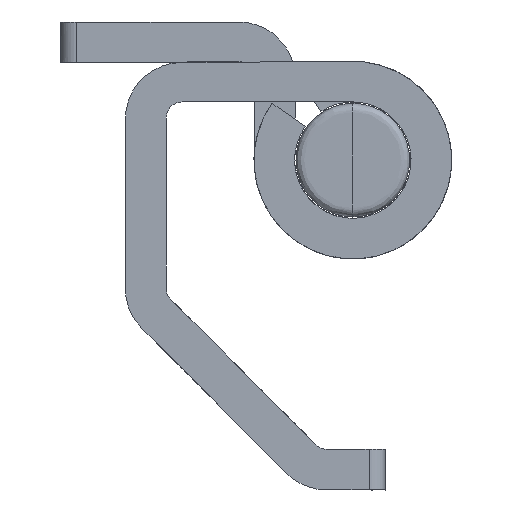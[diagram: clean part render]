
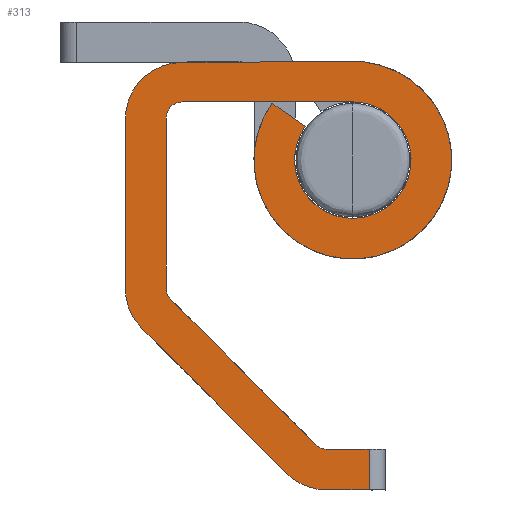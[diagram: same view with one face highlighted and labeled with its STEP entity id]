
A CAD part, front view. The second image highlights one B-rep face of the part: STEP entity #313.
In plain terms, the highlighted planar face has unit normal (0, -1, 0).
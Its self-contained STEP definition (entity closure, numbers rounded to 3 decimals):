
#68=B_SPLINE_CURVE_WITH_KNOTS('',1,(#5444,#5445),.UNSPECIFIED.,.F.,.F.,
(2,2),(-12.906,-2.415),.UNSPECIFIED.);
#75=B_SPLINE_CURVE_WITH_KNOTS('',1,(#5462,#5463),.UNSPECIFIED.,.F.,.F.,
(2,2),(24.322,26.89),.UNSPECIFIED.);
#82=B_SPLINE_CURVE_WITH_KNOTS('',1,(#5482,#5483),.UNSPECIFIED.,.F.,.F.,
(2,2),(31.39,33.986),.UNSPECIFIED.);
#85=B_SPLINE_CURVE_WITH_KNOTS('',1,(#5494,#5495),.UNSPECIFIED.,.F.,.F.,
(2,2),(-0.415,10.046),.UNSPECIFIED.);
#86=B_SPLINE_CURVE_WITH_KNOTS('',1,(#5496,#5497),.UNSPECIFIED.,.F.,.F.,
(2,2),(52.379,62.785),.UNSPECIFIED.);
#87=B_SPLINE_CURVE_WITH_KNOTS('',1,(#5516,#5517),.UNSPECIFIED.,.F.,.F.,
(2,2),(0.,2.5),.UNSPECIFIED.);
#127=B_SPLINE_CURVE_WITH_KNOTS('',1,(#5701,#5702),.UNSPECIFIED.,.F.,.F.,
(2,2),(-34.495,-31.995),.UNSPECIFIED.);
#129=B_SPLINE_CURVE_WITH_KNOTS('',1,(#5708,#5709),.UNSPECIFIED.,.F.,.F.,
(2,2),(69.857,80.266),.UNSPECIFIED.);
#171=B_SPLINE_CURVE_WITH_KNOTS('',1,(#5802,#5803),.UNSPECIFIED.,.F.,.F.,
(2,2),(0.,1.),.UNSPECIFIED.);
#173=B_SPLINE_CURVE_WITH_KNOTS('',1,(#5806,#5807),.UNSPECIFIED.,.F.,.F.,
(2,2),(0.,1.),.UNSPECIFIED.);
#313=ADVANCED_FACE('',(#473),#2734,.T.);
#473=FACE_OUTER_BOUND('',#637,.T.);
#637=EDGE_LOOP('',(#1148,#1149,#1150,#1151,#1152,#1153,#1154,#1155,#1156,
#1157,#1158,#1159,#1160,#1161,#1162,#1163,#1164,#1165));
#1148=ORIENTED_EDGE('',*,*,#1709,.F.);
#1149=ORIENTED_EDGE('',*,*,#1727,.F.);
#1150=ORIENTED_EDGE('',*,*,#1850,.F.);
#1151=ORIENTED_EDGE('',*,*,#1726,.F.);
#1152=ORIENTED_EDGE('',*,*,#1723,.F.);
#1153=ORIENTED_EDGE('',*,*,#1725,.F.);
#1154=ORIENTED_EDGE('',*,*,#1701,.F.);
#1155=ORIENTED_EDGE('',*,*,#1803,.F.);
#1156=ORIENTED_EDGE('',*,*,#1801,.F.);
#1157=ORIENTED_EDGE('',*,*,#1799,.F.);
#1158=ORIENTED_EDGE('',*,*,#1804,.F.);
#1159=ORIENTED_EDGE('',*,*,#1730,.F.);
#1160=ORIENTED_EDGE('',*,*,#1724,.F.);
#1161=ORIENTED_EDGE('',*,*,#1729,.F.);
#1162=ORIENTED_EDGE('',*,*,#1848,.F.);
#1163=ORIENTED_EDGE('',*,*,#1728,.F.);
#1164=ORIENTED_EDGE('',*,*,#1718,.F.);
#1165=ORIENTED_EDGE('',*,*,#1731,.F.);
#1701=EDGE_CURVE('',#2506,#2507,#68,.T.);
#1709=EDGE_CURVE('',#2516,#2518,#75,.T.);
#1718=EDGE_CURVE('',#2526,#2524,#82,.T.);
#1723=EDGE_CURVE('',#2532,#2531,#85,.T.);
#1724=EDGE_CURVE('',#2538,#2537,#86,.T.);
#1725=EDGE_CURVE('',#2507,#2532,#1970,.T.);
#1726=EDGE_CURVE('',#2531,#2534,#1971,.T.);
#1727=EDGE_CURVE('',#2533,#2516,#1972,.T.);
#1728=EDGE_CURVE('',#2524,#2536,#1973,.T.);
#1729=EDGE_CURVE('',#2535,#2538,#1974,.T.);
#1730=EDGE_CURVE('',#2537,#2539,#1975,.T.);
#1731=EDGE_CURVE('',#2518,#2526,#87,.T.);
#1799=EDGE_CURVE('',#2528,#2529,#1998,.T.);
#1801=EDGE_CURVE('',#2529,#2530,#127,.T.);
#1803=EDGE_CURVE('',#2530,#2506,#1999,.T.);
#1804=EDGE_CURVE('',#2539,#2528,#129,.T.);
#1848=EDGE_CURVE('',#2536,#2535,#171,.T.);
#1850=EDGE_CURVE('',#2534,#2533,#173,.T.);
#1970=TRIMMED_CURVE($,#2165,(#5499),(#5500),.T.,.CARTESIAN.);
#1971=TRIMMED_CURVE($,#2166,(#5502),(#5503),.T.,.CARTESIAN.);
#1972=TRIMMED_CURVE($,#2167,(#5505),(#5506),.T.,.CARTESIAN.);
#1973=TRIMMED_CURVE($,#2168,(#5508),(#5509),.T.,.CARTESIAN.);
#1974=TRIMMED_CURVE($,#2169,(#5511),(#5512),.T.,.CARTESIAN.);
#1975=TRIMMED_CURVE($,#2170,(#5514),(#5515),.T.,.CARTESIAN.);
#1998=TRIMMED_CURVE($,#2193,(#5697),(#5698),.T.,.CARTESIAN.);
#1999=TRIMMED_CURVE($,#2194,(#5706),(#5707),.T.,.CARTESIAN.);
#2165=CIRCLE('',#3090,1.);
#2166=CIRCLE('',#3091,1.);
#2167=CIRCLE('',#3092,1.);
#2168=CIRCLE('',#3093,3.5);
#2169=CIRCLE('',#3094,3.5);
#2170=CIRCLE('',#3095,3.5);
#2193=CIRCLE('',#3118,6.083);
#2194=CIRCLE('',#3119,3.583);
#2506=VERTEX_POINT('',#5298);
#2507=VERTEX_POINT('',#5299);
#2516=VERTEX_POINT('',#5308);
#2518=VERTEX_POINT('',#5310);
#2524=VERTEX_POINT('',#5316);
#2526=VERTEX_POINT('',#5318);
#2528=VERTEX_POINT('',#5320);
#2529=VERTEX_POINT('',#5321);
#2530=VERTEX_POINT('',#5322);
#2531=VERTEX_POINT('',#5323);
#2532=VERTEX_POINT('',#5324);
#2533=VERTEX_POINT('',#5325);
#2534=VERTEX_POINT('',#5326);
#2535=VERTEX_POINT('',#5327);
#2536=VERTEX_POINT('',#5328);
#2537=VERTEX_POINT('',#5329);
#2538=VERTEX_POINT('',#5330);
#2539=VERTEX_POINT('',#5331);
#2734=PLANE('',#3021);
#3021=AXIS2_PLACEMENT_3D('',#5149,#3443,$);
#3090=AXIS2_PLACEMENT_3D($,#5498,#3524,#3525);
#3091=AXIS2_PLACEMENT_3D($,#5501,#3526,#3527);
#3092=AXIS2_PLACEMENT_3D($,#5504,#3528,#3529);
#3093=AXIS2_PLACEMENT_3D($,#5507,#3530,#3531);
#3094=AXIS2_PLACEMENT_3D($,#5510,#3532,#3533);
#3095=AXIS2_PLACEMENT_3D($,#5513,#3534,#3535);
#3118=AXIS2_PLACEMENT_3D($,#5696,#3580,#3581);
#3119=AXIS2_PLACEMENT_3D($,#5705,#3582,#3583);
#3443=DIRECTION('',(0.,-1.,0.));
#3524=DIRECTION('',(0.,-1.,0.));
#3525=DIRECTION('',(0.,0.,1.));
#3526=DIRECTION('',(0.,-1.,0.));
#3527=DIRECTION('',(-1.,0.,0.));
#3528=DIRECTION('',(0.,-1.,0.));
#3529=DIRECTION('',(-0.707,0.,-0.707));
#3530=DIRECTION('',(0.,1.,0.));
#3531=DIRECTION('',(0.,0.,-1.));
#3532=DIRECTION('',(0.,1.,0.));
#3533=DIRECTION('',(-0.707,0.,-0.707));
#3534=DIRECTION('',(0.,1.,0.));
#3535=DIRECTION('',(-1.,0.,0.));
#3580=DIRECTION('',(0.,1.,0.));
#3581=DIRECTION('',(-0.071,0.,0.997));
#3582=DIRECTION('',(0.,-1.,0.));
#3583=DIRECTION('',(-0.817,0.,0.577));
#5149=CARTESIAN_POINT('',(25.835,-37.5,18.581));
#5298=CARTESIAN_POINT('',(42.346,-37.5,12.783));
#5299=CARTESIAN_POINT('',(31.855,-37.5,12.783));
#5308=CARTESIAN_POINT('',(40.778,-37.5,-8.601));
#5310=CARTESIAN_POINT('',(43.346,-37.5,-8.601));
#5316=CARTESIAN_POINT('',(40.751,-37.5,-11.101));
#5318=CARTESIAN_POINT('',(43.346,-37.5,-11.101));
#5320=CARTESIAN_POINT('',(41.914,-37.5,15.267));
#5321=CARTESIAN_POINT('',(37.37,-37.5,12.699));
#5322=CARTESIAN_POINT('',(39.418,-37.5,11.265));
#5323=CARTESIAN_POINT('',(30.855,-37.5,1.322));
#5324=CARTESIAN_POINT('',(30.855,-37.5,11.783));
#5325=CARTESIAN_POINT('',(40.071,-37.5,-8.308));
#5326=CARTESIAN_POINT('',(31.148,-37.5,0.615));
#5327=CARTESIAN_POINT('',(29.371,-37.5,-1.17));
#5328=CARTESIAN_POINT('',(38.276,-37.5,-10.076));
#5329=CARTESIAN_POINT('',(28.346,-37.5,11.711));
#5330=CARTESIAN_POINT('',(28.346,-37.5,1.305));
#5331=CARTESIAN_POINT('',(31.826,-37.5,15.211));
#5444=CARTESIAN_POINT('',(42.346,-37.5,12.783));
#5445=CARTESIAN_POINT('',(31.855,-37.5,12.783));
#5462=CARTESIAN_POINT('',(40.778,-37.5,-8.601));
#5463=CARTESIAN_POINT('',(43.346,-37.5,-8.601));
#5482=CARTESIAN_POINT('',(43.346,-37.5,-11.101));
#5483=CARTESIAN_POINT('',(40.751,-37.5,-11.101));
#5494=CARTESIAN_POINT('',(30.855,-37.5,11.783));
#5495=CARTESIAN_POINT('',(30.855,-37.5,1.322));
#5496=CARTESIAN_POINT('',(28.346,-37.5,1.305));
#5497=CARTESIAN_POINT('',(28.346,-37.5,11.711));
#5498=CARTESIAN_POINT('',(31.855,-37.5,11.783));
#5499=CARTESIAN_POINT('',(31.855,-37.5,12.783));
#5500=CARTESIAN_POINT('',(30.855,-37.5,11.783));
#5501=CARTESIAN_POINT('',(31.855,-37.5,1.322));
#5502=CARTESIAN_POINT('',(30.855,-37.5,1.322));
#5503=CARTESIAN_POINT('',(31.148,-37.5,0.615));
#5504=CARTESIAN_POINT('',(40.778,-37.5,-7.601));
#5505=CARTESIAN_POINT('',(40.071,-37.5,-8.308));
#5506=CARTESIAN_POINT('',(40.778,-37.5,-8.601));
#5507=CARTESIAN_POINT('',(40.751,-37.5,-7.601));
#5508=CARTESIAN_POINT('',(40.751,-37.5,-11.101));
#5509=CARTESIAN_POINT('',(38.276,-37.5,-10.076));
#5510=CARTESIAN_POINT('',(31.846,-37.5,1.305));
#5511=CARTESIAN_POINT('',(29.371,-37.5,-1.17));
#5512=CARTESIAN_POINT('',(28.346,-37.5,1.305));
#5513=CARTESIAN_POINT('',(31.846,-37.5,11.711));
#5514=CARTESIAN_POINT('',(28.346,-37.5,11.711));
#5515=CARTESIAN_POINT('',(31.826,-37.5,15.211));
#5516=CARTESIAN_POINT('',(43.346,-37.5,-8.601));
#5517=CARTESIAN_POINT('',(43.346,-37.5,-11.101));
#5696=CARTESIAN_POINT('',(42.346,-37.5,9.199));
#5697=CARTESIAN_POINT('',(41.914,-37.5,15.267));
#5698=CARTESIAN_POINT('',(37.37,-37.5,12.699));
#5701=CARTESIAN_POINT('',(37.37,-37.5,12.699));
#5702=CARTESIAN_POINT('',(39.418,-37.5,11.265));
#5705=CARTESIAN_POINT('',(42.346,-37.5,9.199));
#5706=CARTESIAN_POINT('',(39.418,-37.5,11.265));
#5707=CARTESIAN_POINT('',(42.346,-37.5,12.783));
#5708=CARTESIAN_POINT('',(31.826,-37.5,15.211));
#5709=CARTESIAN_POINT('',(41.914,-37.5,15.267));
#5802=CARTESIAN_POINT('',(38.276,-37.5,-10.076));
#5803=CARTESIAN_POINT('',(29.371,-37.5,-1.17));
#5806=CARTESIAN_POINT('',(31.148,-37.5,0.615));
#5807=CARTESIAN_POINT('',(40.071,-37.5,-8.308));
